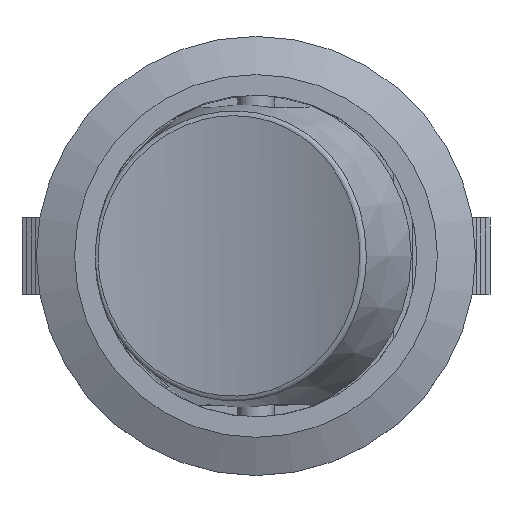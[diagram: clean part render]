
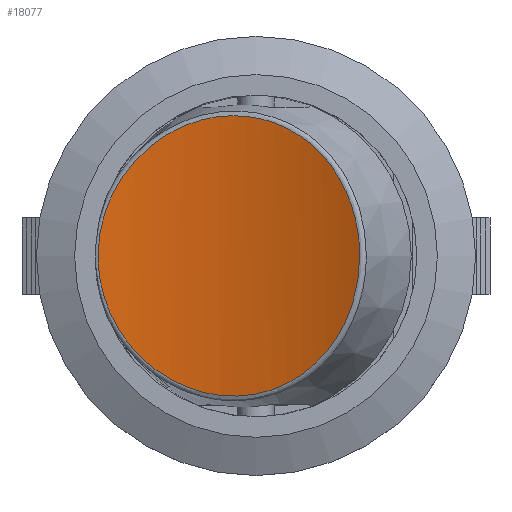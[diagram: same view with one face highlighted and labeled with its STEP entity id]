
A CAD part, top view. The second image highlights one B-rep face of the part: STEP entity #18077.
In plain terms, the highlighted cylindrical face has radius 27.555 mm (diameter 55.109 mm), a partial arc.
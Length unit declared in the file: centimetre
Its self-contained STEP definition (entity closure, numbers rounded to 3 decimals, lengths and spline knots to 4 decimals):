
#347=B_SPLINE_CURVE_WITH_KNOTS('',3,(#24280,#24281,#24282,#24283,#24284,
#24285,#24286,#24287,#24288,#24289,#24290,#24291,#24292,#24293,#24294,#24295,
#24296,#24297),.UNSPECIFIED.,.T.,.F.,(4,1,1,1,1,1,1,1,1,1,1,1,1,1,1,4),
(2.2793,2.6049,2.9305,3.2561,3.5817,
3.9074,4.233,4.45,4.8842,5.2098,
5.2912,5.5354,5.861,6.1867,6.5123,
6.8379),.UNSPECIFIED.);
#1869=CYLINDRICAL_SURFACE('',#19209,2.7555);
#2353=FACE_OUTER_BOUND('',#3418,.T.);
#3418=EDGE_LOOP('',(#12366));
#7289=VERTEX_POINT('',#24278);
#9275=EDGE_CURVE('',#7289,#7289,#347,.T.);
#12366=ORIENTED_EDGE('',*,*,#9275,.F.);
#18077=ADVANCED_FACE('',(#2353),#1869,.F.);
#19209=AXIS2_PLACEMENT_3D('',#24370,#20696,#20697);
#20696=DIRECTION('center_axis',(0.,-1.,0.));
#20697=DIRECTION('ref_axis',(-0.51,0.,0.86));
#24278=CARTESIAN_POINT('',(0.5431,0.0004,0.5767));
#24280=CARTESIAN_POINT('Ctrl Pts',(0.5431,0.0004,
0.5767));
#24281=CARTESIAN_POINT('Ctrl Pts',(0.5431,-0.1082,
0.5767));
#24282=CARTESIAN_POINT('Ctrl Pts',(0.5009,-0.3256,
0.5516));
#24283=CARTESIAN_POINT('Ctrl Pts',(0.3197,-0.59,
0.4561));
#24284=CARTESIAN_POINT('Ctrl Pts',(0.0428,-0.7408,
0.3433));
#24285=CARTESIAN_POINT('Ctrl Pts',(-0.2776,-0.7405,
0.2564));
#24286=CARTESIAN_POINT('Ctrl Pts',(-0.5729,-0.5904,
0.2144));
#24287=CARTESIAN_POINT('Ctrl Pts',(-0.7548,-0.3553,
0.2059));
#24288=CARTESIAN_POINT('Ctrl Pts',(-0.8515,-0.0395,
0.2057));
#24289=CARTESIAN_POINT('Ctrl Pts',(-0.8014,0.2963,
0.2044));
#24290=CARTESIAN_POINT('Ctrl Pts',(-0.624,0.5239,
0.2119));
#24291=CARTESIAN_POINT('Ctrl Pts',(-0.4505,0.6526,
0.2317));
#24292=CARTESIAN_POINT('Ctrl Pts',(-0.2505,0.7408,
0.2638));
#24293=CARTESIAN_POINT('Ctrl Pts',(0.0429,0.7404,
0.3434));
#24294=CARTESIAN_POINT('Ctrl Pts',(0.3187,0.5908,0.4556));
#24295=CARTESIAN_POINT('Ctrl Pts',(0.5008,0.3261,
0.5515));
#24296=CARTESIAN_POINT('Ctrl Pts',(0.543,0.109,
0.5766));
#24297=CARTESIAN_POINT('Ctrl Pts',(0.5431,0.0004,
0.5767));
#24370=CARTESIAN_POINT('Origin',(-0.8381,0.,
2.961));
